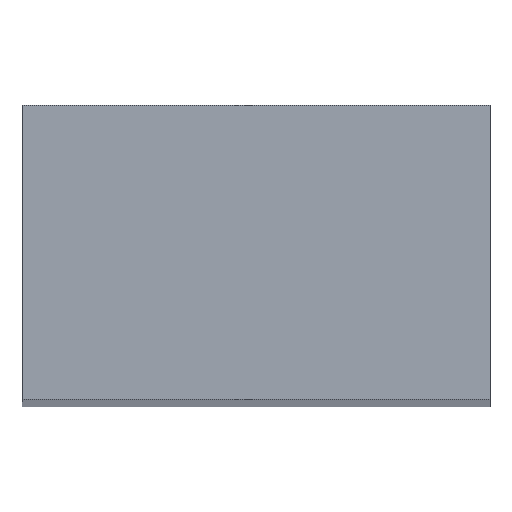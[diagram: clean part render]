
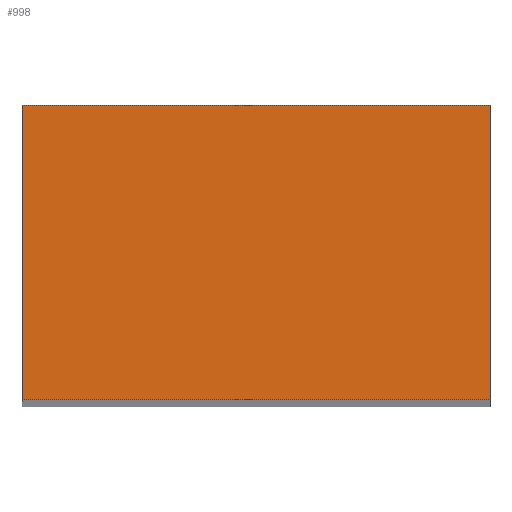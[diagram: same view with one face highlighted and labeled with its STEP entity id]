
A CAD part, top view. The second image highlights one B-rep face of the part: STEP entity #998.
In plain terms, the highlighted planar face has unit normal (0, 0, 1).
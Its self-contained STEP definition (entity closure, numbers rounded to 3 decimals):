
#21 = VERTEX_POINT ( 'NONE', #164 ) ;
#112 = ORIENTED_EDGE ( 'NONE', *, *, #1015, .T. ) ;
#135 = CARTESIAN_POINT ( 'NONE',  ( 35., 0., 0. ) ) ;
#158 = CARTESIAN_POINT ( 'NONE',  ( 35., 0., 0. ) ) ;
#164 = CARTESIAN_POINT ( 'NONE',  ( 0., 0., 0. ) ) ;
#166 = LINE ( 'NONE', #903, #816 ) ;
#205 = VECTOR ( 'NONE', #231, 1000. ) ;
#209 = VECTOR ( 'NONE', #518, 1000. ) ;
#225 = DIRECTION ( 'NONE',  ( 0., -1., 0. ) ) ;
#229 = ORIENTED_EDGE ( 'NONE', *, *, #849, .T. ) ;
#231 = DIRECTION ( 'NONE',  ( -1., 0., 0. ) ) ;
#290 = VERTEX_POINT ( 'NONE', #1046 ) ;
#345 = DIRECTION ( 'NONE',  ( 0., -1., 0. ) ) ;
#384 = LINE ( 'NONE', #1091, #209 ) ;
#427 = DIRECTION ( 'NONE',  ( 0., 0., -1. ) ) ;
#462 = FACE_OUTER_BOUND ( 'NONE', #1130, .T. ) ;
#475 = ORIENTED_EDGE ( 'NONE', *, *, #687, .F. ) ;
#518 = DIRECTION ( 'NONE',  ( -1., 0., 0. ) ) ;
#551 = VERTEX_POINT ( 'NONE', #135 ) ;
#607 = DIRECTION ( 'NONE',  ( -1., 0., 0. ) ) ;
#611 = CARTESIAN_POINT ( 'NONE',  ( 35., 0., 0. ) ) ;
#631 = CARTESIAN_POINT ( 'NONE',  ( 0., 22., 0. ) ) ;
#687 = EDGE_CURVE ( 'NONE', #551, #21, #956, .T. ) ;
#770 = CARTESIAN_POINT ( 'NONE',  ( 0., 0., 0. ) ) ;
#816 = VECTOR ( 'NONE', #345, 1000. ) ;
#849 = EDGE_CURVE ( 'NONE', #1101, #21, #1145, .T. ) ;
#895 = VECTOR ( 'NONE', #225, 1000. ) ;
#903 = CARTESIAN_POINT ( 'NONE',  ( 35., 0., 0. ) ) ;
#956 = LINE ( 'NONE', #158, #205 ) ;
#989 = PLANE ( 'NONE',  #1138 ) ;
#998 = ADVANCED_FACE ( 'NONE', ( #462 ), #989, .F. ) ;
#1015 = EDGE_CURVE ( 'NONE', #290, #1101, #384, .T. ) ;
#1026 = ORIENTED_EDGE ( 'NONE', *, *, #1132, .F. ) ;
#1046 = CARTESIAN_POINT ( 'NONE',  ( 35., 22., 0. ) ) ;
#1091 = CARTESIAN_POINT ( 'NONE',  ( 35., 22., 0. ) ) ;
#1101 = VERTEX_POINT ( 'NONE', #631 ) ;
#1130 = EDGE_LOOP ( 'NONE', ( #229, #475, #1026, #112 ) ) ;
#1132 = EDGE_CURVE ( 'NONE', #290, #551, #166, .T. ) ;
#1138 = AXIS2_PLACEMENT_3D ( 'NONE', #611, #427, #607 ) ;
#1145 = LINE ( 'NONE', #770, #895 ) ;
